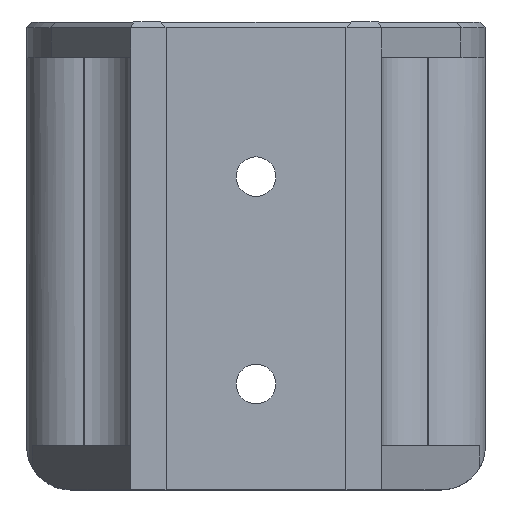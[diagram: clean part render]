
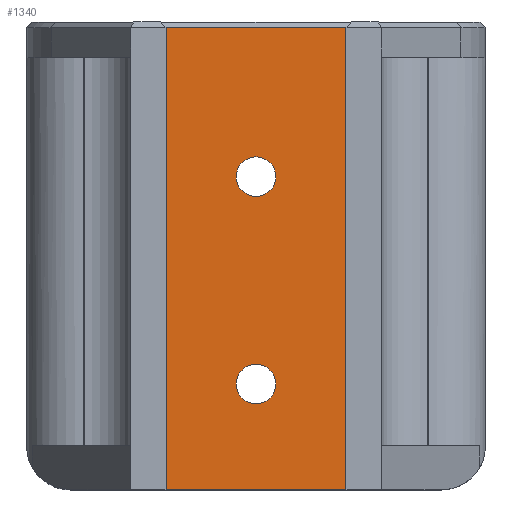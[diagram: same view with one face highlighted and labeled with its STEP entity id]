
A CAD part, top view. The second image highlights one B-rep face of the part: STEP entity #1340.
In plain terms, the highlighted planar face has unit normal (0, 0, 1).
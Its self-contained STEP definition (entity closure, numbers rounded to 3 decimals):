
#57=FACE_BOUND('',#247,.T.);
#58=FACE_BOUND('',#248,.T.);
#96=PLANE('',#1477);
#161=FACE_OUTER_BOUND('',#246,.T.);
#246=EDGE_LOOP('',(#1164,#1165,#1166,#1167));
#247=EDGE_LOOP('',(#1168));
#248=EDGE_LOOP('',(#1169));
#298=LINE('',#2002,#425);
#353=LINE('',#2147,#480);
#382=LINE('',#2236,#509);
#384=LINE('',#2240,#511);
#425=VECTOR('',#1598,10.);
#480=VECTOR('',#1733,10.);
#509=VECTOR('',#1822,10.);
#511=VECTOR('',#1828,10.);
#572=CIRCLE('',#1478,2.25);
#573=CIRCLE('',#1479,2.25);
#611=VERTEX_POINT('',#1999);
#612=VERTEX_POINT('',#2001);
#655=VERTEX_POINT('',#2144);
#656=VERTEX_POINT('',#2146);
#681=VERTEX_POINT('',#2241);
#682=VERTEX_POINT('',#2243);
#737=EDGE_CURVE('',#611,#612,#298,.T.);
#807=EDGE_CURVE('',#656,#655,#353,.T.);
#850=EDGE_CURVE('',#655,#612,#382,.T.);
#852=EDGE_CURVE('',#611,#656,#384,.T.);
#853=EDGE_CURVE('',#681,#681,#572,.T.);
#854=EDGE_CURVE('',#682,#682,#573,.T.);
#1164=ORIENTED_EDGE('',*,*,#737,.F.);
#1165=ORIENTED_EDGE('',*,*,#852,.T.);
#1166=ORIENTED_EDGE('',*,*,#807,.T.);
#1167=ORIENTED_EDGE('',*,*,#850,.T.);
#1168=ORIENTED_EDGE('',*,*,#853,.T.);
#1169=ORIENTED_EDGE('',*,*,#854,.T.);
#1340=ADVANCED_FACE('',(#161,#57,#58),#96,.T.);
#1477=AXIS2_PLACEMENT_3D('',#2239,#1826,#1827);
#1478=AXIS2_PLACEMENT_3D('',#2242,#1829,#1830);
#1479=AXIS2_PLACEMENT_3D('',#2244,#1831,#1832);
#1598=DIRECTION('',(1.,0.,0.));
#1733=DIRECTION('',(1.,0.,0.));
#1822=DIRECTION('',(0.,1.,0.));
#1826=DIRECTION('center_axis',(0.,0.,1.));
#1827=DIRECTION('ref_axis',(0.,1.,0.));
#1828=DIRECTION('',(0.,-1.,0.));
#1829=DIRECTION('center_axis',(0.,0.,-1.));
#1830=DIRECTION('ref_axis',(-1.,0.,0.));
#1831=DIRECTION('center_axis',(0.,0.,-1.));
#1832=DIRECTION('ref_axis',(-1.,0.,0.));
#1999=CARTESIAN_POINT('',(-10.2,2.4,31.));
#2001=CARTESIAN_POINT('',(10.2,2.4,31.));
#2002=CARTESIAN_POINT('',(10.5,2.4,31.));
#2144=CARTESIAN_POINT('',(10.2,-50.,31.));
#2146=CARTESIAN_POINT('',(-10.2,-50.,31.));
#2147=CARTESIAN_POINT('',(21.,-50.,31.));
#2236=CARTESIAN_POINT('',(10.2,-23.5,31.));
#2239=CARTESIAN_POINT('Origin',(21.,-50.,31.));
#2240=CARTESIAN_POINT('',(-10.2,-50.,31.));
#2241=CARTESIAN_POINT('',(2.25,-14.5,31.));
#2242=CARTESIAN_POINT('Origin',(0.,-14.5,31.));
#2243=CARTESIAN_POINT('',(2.25,-38.,31.));
#2244=CARTESIAN_POINT('Origin',(0.,-38.,31.));
